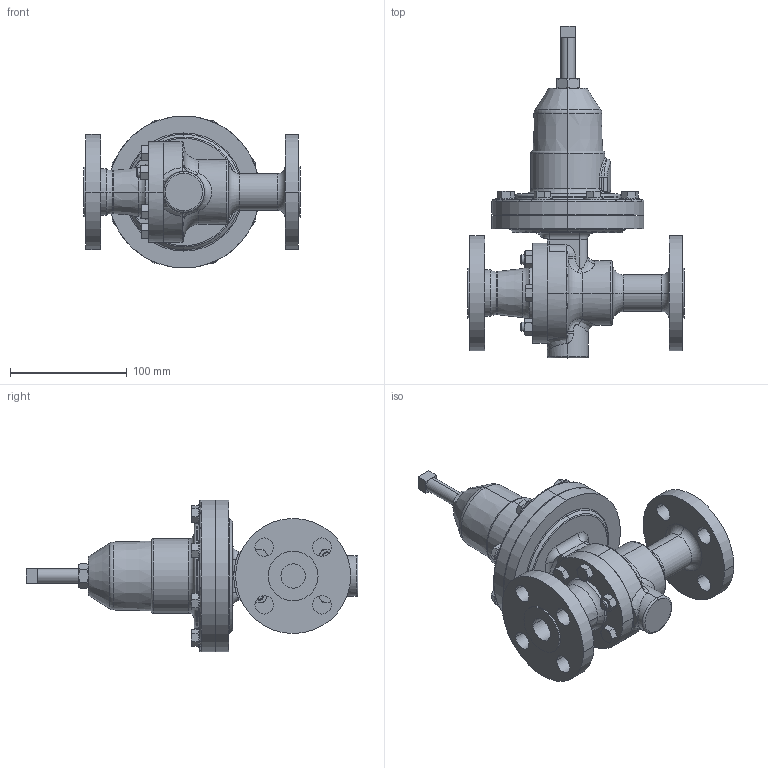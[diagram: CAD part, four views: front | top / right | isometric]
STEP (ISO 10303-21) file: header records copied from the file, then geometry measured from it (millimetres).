
FILE_DESCRIPTION (( 'STEP AP203' ), '1' );
FILE_NAME ('60-075-CS+S6-I5.STEP', '2017-07-20T13:53:30', ( '' ), ( '' ), 'SwSTEP 2.0', 'SolidWorks 2014', '' );
FILE_SCHEMA (( 'CONFIG_CONTROL_DESIGN' ));
Length unit declared in the file: inch
Products named in the file (2): 60-075-CS+S6-I5
Bounding box: 185.04 x 284.1 x 130.05 mm (x, y, z)
Volume: 1185310.9 mm3; surface area: 150647.5 mm2
Topology: 1 solids, 1 shells, 466 faces, 1075 edges, 645 vertices
Faces by surface type: plane 157, cone 122, cylinder 115, torus 43, bspline 29
Entity records: 16550 total; most frequent: CARTESIAN_POINT 6124, ORIENTED_EDGE 2146, DIRECTION 2135, EDGE_CURVE 1073, AXIS2_PLACEMENT_3D 909, VERTEX_POINT 645, EDGE_LOOP 534, CIRCLE 470
